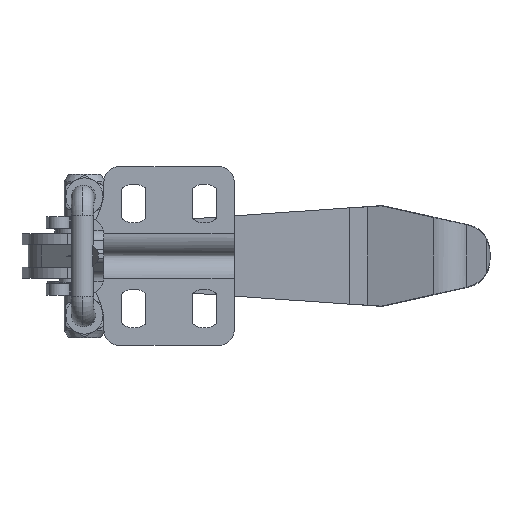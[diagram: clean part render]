
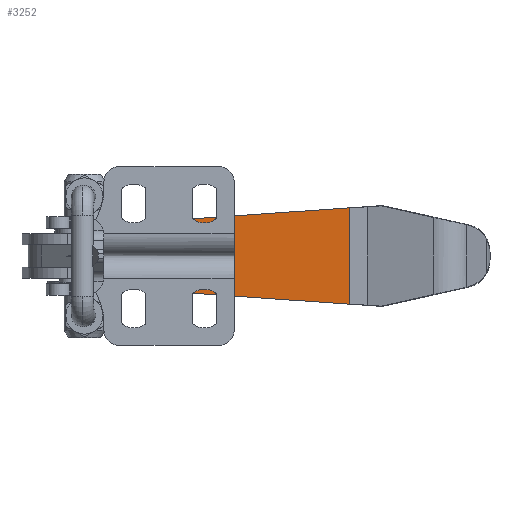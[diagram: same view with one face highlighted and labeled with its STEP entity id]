
A CAD part, front view. The second image highlights one B-rep face of the part: STEP entity #3252.
In plain terms, the highlighted face is planar.
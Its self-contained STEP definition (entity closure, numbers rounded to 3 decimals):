
#329 = CARTESIAN_POINT ( 'NONE',  ( 14.277, 46.855, -12.945 ) ) ;
#667 = ORIENTED_EDGE ( 'NONE', *, *, #3501, .T. ) ;
#1079 = LINE ( 'NONE', #2044, #6450 ) ;
#1257 = VECTOR ( 'NONE', #3443, 1000. ) ;
#1286 = VECTOR ( 'NONE', #12605, 1000. ) ;
#2044 = CARTESIAN_POINT ( 'NONE',  ( 13.113, 2.419, -9.838 ) ) ;
#2328 = VERTEX_POINT ( 'NONE', #5128 ) ;
#2933 = CARTESIAN_POINT ( 'NONE',  ( 13.16, 4.19, 9.962 ) ) ;
#3240 = ORIENTED_EDGE ( 'NONE', *, *, #7504, .T. ) ;
#3252 = ADVANCED_FACE ( 'NONE', ( #4174 ), #13019, .F. ) ;
#3349 = EDGE_CURVE ( 'NONE', #7720, #8790, #1079, .T. ) ;
#3433 = EDGE_LOOP ( 'NONE', ( #667, #11168, #3507, #3240 ) ) ;
#3443 = DIRECTION ( 'NONE',  ( 0., 0., -1. ) ) ;
#3501 = EDGE_CURVE ( 'NONE', #9782, #7720, #9243, .T. ) ;
#3507 = ORIENTED_EDGE ( 'NONE', *, *, #12635, .F. ) ;
#3541 = VECTOR ( 'NONE', #10569, 1000. ) ;
#4174 = FACE_OUTER_BOUND ( 'NONE', #3433, .T. ) ;
#4561 = AXIS2_PLACEMENT_3D ( 'NONE', #14210, #8449, #12943 ) ;
#4864 = LINE ( 'NONE', #13774, #1286 ) ;
#5128 = CARTESIAN_POINT ( 'NONE',  ( 14.277, 46.855, 12.945 ) ) ;
#6450 = VECTOR ( 'NONE', #7658, 1000. ) ;
#7504 = EDGE_CURVE ( 'NONE', #2328, #9782, #4864, .T. ) ;
#7658 = DIRECTION ( 'NONE',  ( 0.026, 0.997, -0.07 ) ) ;
#7720 = VERTEX_POINT ( 'NONE', #13252 ) ;
#8449 = DIRECTION ( 'NONE',  ( -1., 0.026, 0. ) ) ;
#8790 = VERTEX_POINT ( 'NONE', #329 ) ;
#9243 = LINE ( 'NONE', #11325, #1257 ) ;
#9782 = VERTEX_POINT ( 'NONE', #2933 ) ;
#10569 = DIRECTION ( 'NONE',  ( 0., 0., -1. ) ) ;
#11168 = ORIENTED_EDGE ( 'NONE', *, *, #3349, .T. ) ;
#11325 = CARTESIAN_POINT ( 'NONE',  ( 13.16, 4.19, 15.5 ) ) ;
#11687 = LINE ( 'NONE', #13887, #3541 ) ;
#12605 = DIRECTION ( 'NONE',  ( -0.026, -0.997, -0.07 ) ) ;
#12635 = EDGE_CURVE ( 'NONE', #2328, #8790, #11687, .T. ) ;
#12943 = DIRECTION ( 'NONE',  ( 0., 0., 1. ) ) ;
#13019 = PLANE ( 'NONE',  #4561 ) ;
#13252 = CARTESIAN_POINT ( 'NONE',  ( 13.16, 4.19, -9.962 ) ) ;
#13774 = CARTESIAN_POINT ( 'NONE',  ( 13.17, 4.575, 9.989 ) ) ;
#13887 = CARTESIAN_POINT ( 'NONE',  ( 14.277, 46.855, 15.5 ) ) ;
#14210 = CARTESIAN_POINT ( 'NONE',  ( 13.16, 4.19, 15.5 ) ) ;
